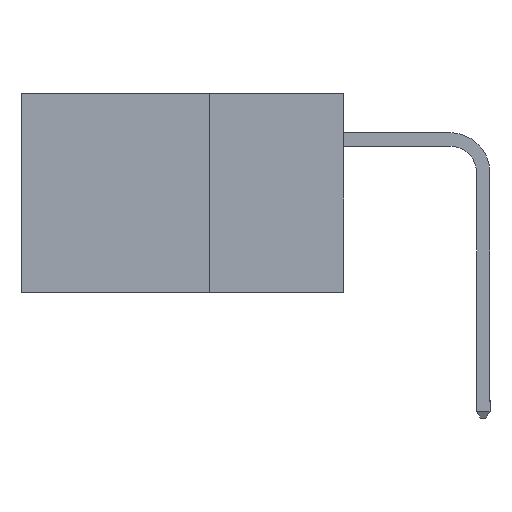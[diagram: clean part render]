
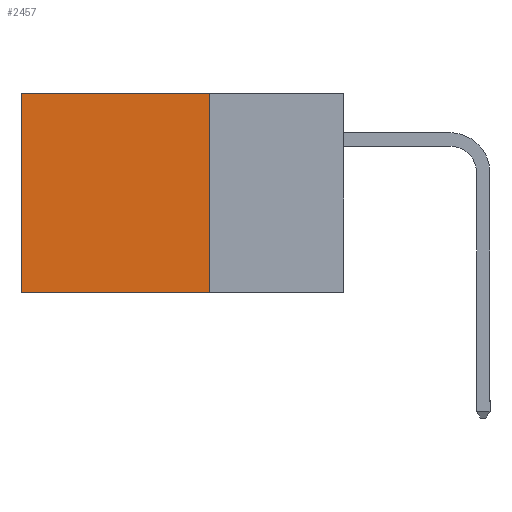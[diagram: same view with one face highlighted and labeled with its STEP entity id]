
A CAD part, left-side view. The second image highlights one B-rep face of the part: STEP entity #2457.
In plain terms, the highlighted planar face has unit normal (-1, 0, 0).
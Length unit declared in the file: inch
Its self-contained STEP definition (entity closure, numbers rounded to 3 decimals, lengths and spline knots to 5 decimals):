
#356 = DIRECTION ( 'NONE',  ( 0., 1., 0. ) ) ;
#425 = CARTESIAN_POINT ( 'NONE',  ( 0.2615, 0.25, -0.37 ) ) ;
#780 = CARTESIAN_POINT ( 'NONE',  ( 0.2615, 0.25, -0.37 ) ) ;
#796 = CARTESIAN_POINT ( 'NONE',  ( 0.2615, 0.25, -0.37 ) ) ;
#863 = CARTESIAN_POINT ( 'NONE',  ( 0.2615, 0.6, 0. ) ) ;
#919 = EDGE_CURVE ( 'NONE', #2711, #1679, #3834, .T. ) ;
#1035 = CARTESIAN_POINT ( 'NONE',  ( 0.2615, 0.25, 0. ) ) ;
#1090 = ORIENTED_EDGE ( 'NONE', *, *, #6373, .T. ) ;
#1679 = VERTEX_POINT ( 'NONE', #2566 ) ;
#1949 = DIRECTION ( 'NONE',  ( 0., 0., -1. ) ) ;
#1960 = DIRECTION ( 'NONE',  ( 1., 0., 0. ) ) ;
#2260 = ORIENTED_EDGE ( 'NONE', *, *, #4083, .F. ) ;
#2457 = ADVANCED_FACE ( 'NONE', ( #4805 ), #2466, .F. ) ;
#2466 = PLANE ( 'NONE',  #5688 ) ;
#2501 = VECTOR ( 'NONE', #8925, 39.37008 ) ;
#2566 = CARTESIAN_POINT ( 'NONE',  ( 0.2615, 0.6, -0.37 ) ) ;
#2675 = VECTOR ( 'NONE', #7535, 39.37008 ) ;
#2711 = VERTEX_POINT ( 'NONE', #863 ) ;
#2766 = VERTEX_POINT ( 'NONE', #1035 ) ;
#2923 = CARTESIAN_POINT ( 'NONE',  ( 0.2615, 0.25, -0.37 ) ) ;
#3391 = EDGE_CURVE ( 'NONE', #2766, #3652, #4689, .T. ) ;
#3446 = ORIENTED_EDGE ( 'NONE', *, *, #919, .T. ) ;
#3652 = VERTEX_POINT ( 'NONE', #796 ) ;
#3834 = LINE ( 'NONE', #5023, #5274 ) ;
#4083 = EDGE_CURVE ( 'NONE', #3652, #1679, #4368, .T. ) ;
#4368 = LINE ( 'NONE', #425, #7773 ) ;
#4552 = EDGE_LOOP ( 'NONE', ( #3446, #2260, #7043, #1090 ) ) ;
#4569 = DIRECTION ( 'NONE',  ( 0., 0., -1. ) ) ;
#4689 = LINE ( 'NONE', #2923, #2501 ) ;
#4789 = CARTESIAN_POINT ( 'NONE',  ( 0.2615, 0.25, 0. ) ) ;
#4805 = FACE_OUTER_BOUND ( 'NONE', #4552, .T. ) ;
#5023 = CARTESIAN_POINT ( 'NONE',  ( 0.2615, 0.6, -0.37 ) ) ;
#5274 = VECTOR ( 'NONE', #4569, 39.37008 ) ;
#5688 = AXIS2_PLACEMENT_3D ( 'NONE', #780, #1960, #1949 ) ;
#6373 = EDGE_CURVE ( 'NONE', #2766, #2711, #6694, .T. ) ;
#6694 = LINE ( 'NONE', #4789, #2675 ) ;
#7043 = ORIENTED_EDGE ( 'NONE', *, *, #3391, .F. ) ;
#7535 = DIRECTION ( 'NONE',  ( 0., 1., 0. ) ) ;
#7773 = VECTOR ( 'NONE', #356, 39.37008 ) ;
#8925 = DIRECTION ( 'NONE',  ( 0., 0., -1. ) ) ;
